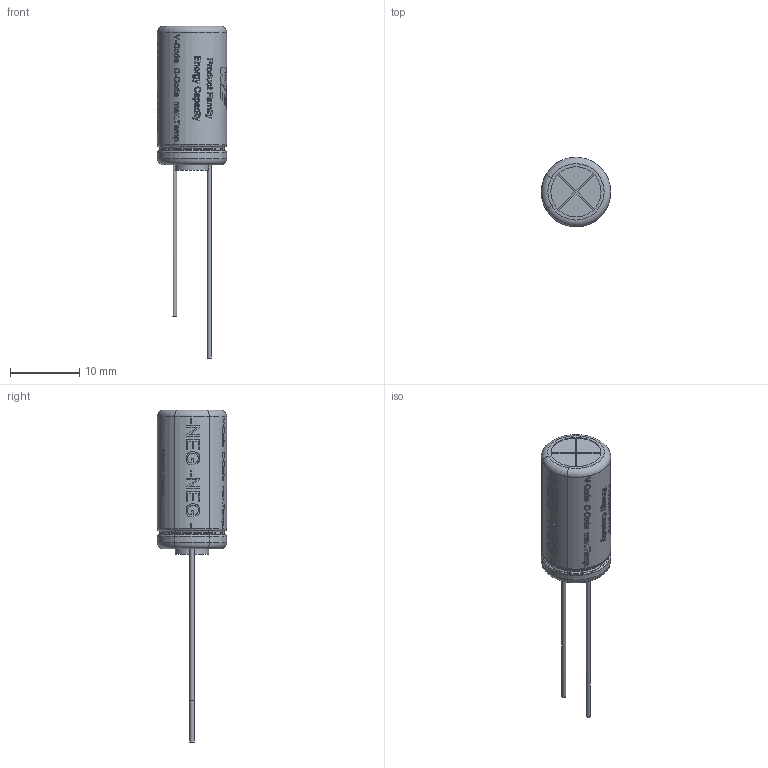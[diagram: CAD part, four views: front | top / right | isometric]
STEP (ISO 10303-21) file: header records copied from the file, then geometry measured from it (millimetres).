
FILE_DESCRIPTION(/* description */ ('Unknown'),/* implementation_level */ '2;1');
FILE_NAME(/* name */ '850627021001_850627021002',/* time_stamp */ '2024-04-05T13:05:31+02:00',/* author */ ('Unknown'),/* organization */ ('Unknown'),/* preprocessor_version */ 'ST-DEVELOPER v18.102',/* originating_system */ 'Unknown',/* authorisation */ ' ');
FILE_SCHEMA (('CONFIG_CONTROL_DESIGN'));
Length unit declared in the file: metre
Products named in the file (1): id2
Bounding box: 9.99 x 10 x 47.8 mm (x, y, z)
Volume: 1561.5 mm3; surface area: 2335.6 mm2
Topology: 2 solids, 3 shells, 659 faces, 1653 edges, 1097 vertices
Faces by surface type: plane 310, bspline 208, cylinder 117, torus 24
Full cylindrical faces by diameter (mm): 0.6 x2, 5.833 x1, 6.667 x1, 6.944 x1, 7.222 x2, 8.108 x2, 9.111 x1, 9.131 x1, 9.78 x2, 9.8 x2
Entity records: 35417 total; most frequent: CARTESIAN_POINT 16298, ORIENTED_EDGE 3210, DIRECTION 2415, EDGE_CURVE 1605, VERTEX_POINT 1091, LINE 841, VECTOR 841, EDGE_LOOP 800
